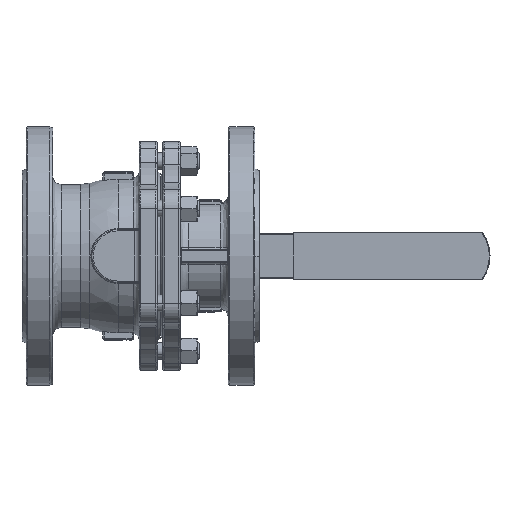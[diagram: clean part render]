
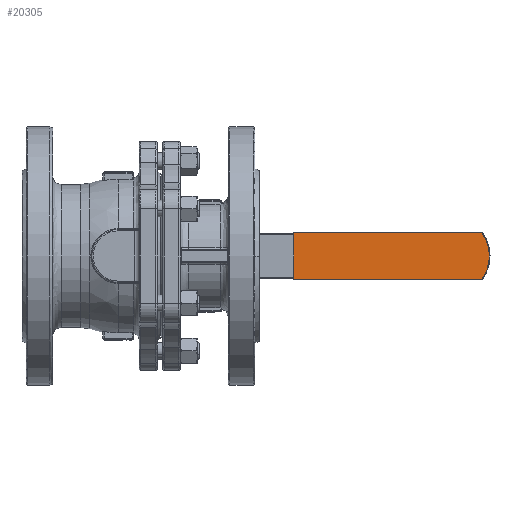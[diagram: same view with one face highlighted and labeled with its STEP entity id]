
A CAD part, front view. The second image highlights one B-rep face of the part: STEP entity #20305.
In plain terms, the highlighted planar face has unit normal (0, -1, 0).
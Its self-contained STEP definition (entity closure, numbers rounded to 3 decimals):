
#2729 = DIRECTION ( 'NONE',  ( 1., 0., 0. ) ) ;
#3724 = ORIENTED_EDGE ( 'NONE', *, *, #15054, .F. ) ;
#4293 = VERTEX_POINT ( 'NONE', #29387 ) ;
#4656 = VECTOR ( 'NONE', #12102, 1000. ) ;
#6635 = EDGE_CURVE ( 'NONE', #15992, #13874, #20421, .T. ) ;
#11585 = EDGE_CURVE ( 'NONE', #13874, #4293, #51293, .T. ) ;
#12102 = DIRECTION ( 'NONE',  ( -1., 0., 0. ) ) ;
#12935 = EDGE_LOOP ( 'NONE', ( #25462, #55168, #3724, #23468, #43928 ) ) ;
#13874 = VERTEX_POINT ( 'NONE', #51891 ) ;
#15054 = EDGE_CURVE ( 'NONE', #4293, #36323, #33759, .T. ) ;
#15992 = VERTEX_POINT ( 'NONE', #25302 ) ;
#17527 =( BOUNDED_CURVE ( )  B_SPLINE_CURVE ( 3, ( #49160, #57972, #53651, #26634 ),
 .UNSPECIFIED., .F., .F. ) 
 B_SPLINE_CURVE_WITH_KNOTS ( ( 4, 4 ),
 ( 0., 1. ),
 .UNSPECIFIED. ) 
 CURVE ( )  GEOMETRIC_REPRESENTATION_ITEM ( )  RATIONAL_B_SPLINE_CURVE ( ( 1., 0.967, 0.967, 1. ) ) 
 REPRESENTATION_ITEM ( '' )  );
#17844 = FACE_OUTER_BOUND ( 'NONE', #12935, .T. ) ;
#18531 = CARTESIAN_POINT ( 'NONE',  ( 344.444, 140.354, 33.831 ) ) ;
#20305 = ADVANCED_FACE ( 'NONE', ( #17844 ), #52237, .F. ) ;
#20421 =( BOUNDED_CURVE ( )  B_SPLINE_CURVE ( 3, ( #52028, #33592, #47488, #56517 ),
 .UNSPECIFIED., .F., .F. ) 
 B_SPLINE_CURVE_WITH_KNOTS ( ( 4, 4 ),
 ( 0., 1. ),
 .UNSPECIFIED. ) 
 CURVE ( )  GEOMETRIC_REPRESENTATION_ITEM ( )  RATIONAL_B_SPLINE_CURVE ( ( 1., 0.967, 0.967, 1. ) ) 
 REPRESENTATION_ITEM ( '' )  );
#23468 = ORIENTED_EDGE ( 'NONE', *, *, #11585, .F. ) ;
#24384 = LINE ( 'NONE', #49255, #45571 ) ;
#25206 = CARTESIAN_POINT ( 'NONE',  ( 350.329, 140.354, 0.331 ) ) ;
#25302 = CARTESIAN_POINT ( 'NONE',  ( 349.829, 140.354, 17.331 ) ) ;
#25462 = ORIENTED_EDGE ( 'NONE', *, *, #51078, .F. ) ;
#26634 = CARTESIAN_POINT ( 'NONE',  ( 349.829, 140.354, 17.331 ) ) ;
#29387 = CARTESIAN_POINT ( 'NONE',  ( 209.616, 140.354, 0.831 ) ) ;
#29727 = DIRECTION ( 'NONE',  ( 0., 1., 0. ) ) ;
#31529 = DIRECTION ( 'NONE',  ( 0., 0., 1. ) ) ;
#31958 = AXIS2_PLACEMENT_3D ( 'NONE', #25206, #29727, #2729 ) ;
#33592 = CARTESIAN_POINT ( 'NONE',  ( 349.829, 140.354, 11.349 ) ) ;
#33759 = LINE ( 'NONE', #40444, #54952 ) ;
#36323 = VERTEX_POINT ( 'NONE', #50227 ) ;
#40444 = CARTESIAN_POINT ( 'NONE',  ( 209.616, 140.354, 0.331 ) ) ;
#41037 = EDGE_CURVE ( 'NONE', #36323, #48024, #24384, .T. ) ;
#43702 = CARTESIAN_POINT ( 'NONE',  ( 350.329, 140.354, 0.831 ) ) ;
#43928 = ORIENTED_EDGE ( 'NONE', *, *, #6635, .F. ) ;
#45571 = VECTOR ( 'NONE', #53765, 1000. ) ;
#47488 = CARTESIAN_POINT ( 'NONE',  ( 347.973, 140.354, 5.662 ) ) ;
#48024 = VERTEX_POINT ( 'NONE', #18531 ) ;
#49160 = CARTESIAN_POINT ( 'NONE',  ( 344.444, 140.354, 33.831 ) ) ;
#49255 = CARTESIAN_POINT ( 'NONE',  ( 350.329, 140.354, 33.831 ) ) ;
#50227 = CARTESIAN_POINT ( 'NONE',  ( 209.616, 140.354, 33.831 ) ) ;
#51078 = EDGE_CURVE ( 'NONE', #48024, #15992, #17527, .T. ) ;
#51293 = LINE ( 'NONE', #43702, #4656 ) ;
#51891 = CARTESIAN_POINT ( 'NONE',  ( 344.444, 140.354, 0.831 ) ) ;
#52028 = CARTESIAN_POINT ( 'NONE',  ( 349.829, 140.354, 17.331 ) ) ;
#52237 = PLANE ( 'NONE',  #31958 ) ;
#53651 = CARTESIAN_POINT ( 'NONE',  ( 349.829, 140.354, 23.314 ) ) ;
#53765 = DIRECTION ( 'NONE',  ( 1., 0., 0. ) ) ;
#54952 = VECTOR ( 'NONE', #31529, 1000. ) ;
#55168 = ORIENTED_EDGE ( 'NONE', *, *, #41037, .F. ) ;
#56517 = CARTESIAN_POINT ( 'NONE',  ( 344.444, 140.354, 0.831 ) ) ;
#57972 = CARTESIAN_POINT ( 'NONE',  ( 347.973, 140.354, 29.001 ) ) ;
